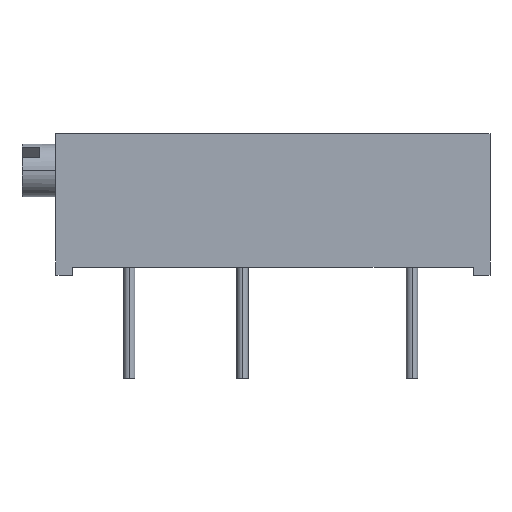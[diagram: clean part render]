
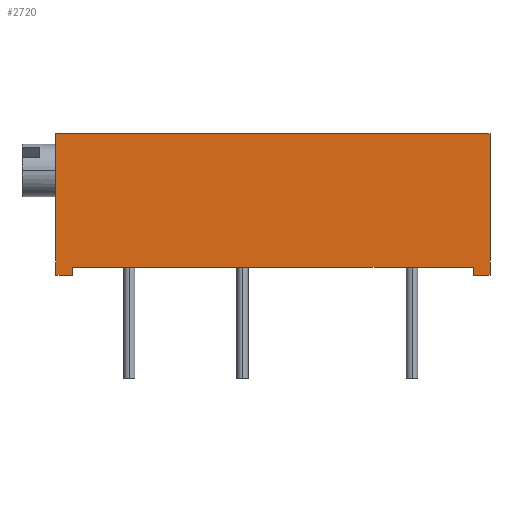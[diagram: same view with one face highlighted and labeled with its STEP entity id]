
A CAD part, left-side view. The second image highlights one B-rep face of the part: STEP entity #2720.
In plain terms, the highlighted planar face has unit normal (-1, 0, 0).
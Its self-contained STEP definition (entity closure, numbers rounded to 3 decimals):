
#17 = CARTESIAN_POINT ( 'NONE',  ( -2.415, -9.75, 6.35 ) ) ;
#47 = EDGE_CURVE ( 'NONE', #11140, #7275, #3269, .T. ) ;
#670 = CARTESIAN_POINT ( 'NONE',  ( -2.415, -9.75, 0. ) ) ;
#739 = LINE ( 'NONE', #10969, #9209 ) ;
#906 = ORIENTED_EDGE ( 'NONE', *, *, #6870, .F. ) ;
#930 = ORIENTED_EDGE ( 'NONE', *, *, #8155, .T. ) ;
#936 = EDGE_CURVE ( 'NONE', #2542, #1081, #4489, .T. ) ;
#1081 = VERTEX_POINT ( 'NONE', #4881 ) ;
#1148 = DIRECTION ( 'NONE',  ( 0., 0., -1. ) ) ;
#1206 = EDGE_CURVE ( 'NONE', #5095, #11140, #2327, .T. ) ;
#1365 = VERTEX_POINT ( 'NONE', #10422 ) ;
#1403 = EDGE_CURVE ( 'NONE', #1365, #4791, #11583, .T. ) ;
#2078 = DIRECTION ( 'NONE',  ( 0., 0., -1. ) ) ;
#2079 = DIRECTION ( 'NONE',  ( 0., 0., -1. ) ) ;
#2154 = VECTOR ( 'NONE', #8959, 1000. ) ;
#2238 = DIRECTION ( 'NONE',  ( 0., -1., 0. ) ) ;
#2327 = LINE ( 'NONE', #6556, #4275 ) ;
#2542 = VERTEX_POINT ( 'NONE', #9482 ) ;
#2720 = ADVANCED_FACE ( 'NONE', ( #11161 ), #3895, .F. ) ;
#3132 = LINE ( 'NONE', #11501, #4156 ) ;
#3269 = LINE ( 'NONE', #6832, #6259 ) ;
#3583 = CARTESIAN_POINT ( 'NONE',  ( -2.415, -9.75, 6.35 ) ) ;
#3713 = DIRECTION ( 'NONE',  ( 1., 0., 0. ) ) ;
#3714 = LINE ( 'NONE', #9405, #7734 ) ;
#3829 = ORIENTED_EDGE ( 'NONE', *, *, #9547, .T. ) ;
#3895 = PLANE ( 'NONE',  #7943 ) ;
#3985 = VERTEX_POINT ( 'NONE', #8749 ) ;
#4100 = CARTESIAN_POINT ( 'NONE',  ( -2.415, 8.99, 6.35 ) ) ;
#4156 = VECTOR ( 'NONE', #1148, 1000. ) ;
#4166 = LINE ( 'NONE', #4100, #9202 ) ;
#4275 = VECTOR ( 'NONE', #10246, 1000. ) ;
#4370 = EDGE_CURVE ( 'NONE', #5095, #3985, #739, .T. ) ;
#4419 = DIRECTION ( 'NONE',  ( 0., 1., 0. ) ) ;
#4489 = LINE ( 'NONE', #3583, #8933 ) ;
#4612 = CARTESIAN_POINT ( 'NONE',  ( -2.415, -8.99, 0. ) ) ;
#4791 = VERTEX_POINT ( 'NONE', #7304 ) ;
#4881 = CARTESIAN_POINT ( 'NONE',  ( -2.415, -9.75, 6.35 ) ) ;
#5095 = VERTEX_POINT ( 'NONE', #9360 ) ;
#6259 = VECTOR ( 'NONE', #2238, 1000. ) ;
#6556 = CARTESIAN_POINT ( 'NONE',  ( -2.415, -8.99, 6.35 ) ) ;
#6832 = CARTESIAN_POINT ( 'NONE',  ( -2.415, -9.75, 0. ) ) ;
#6870 = EDGE_CURVE ( 'NONE', #1081, #7275, #3714, .T. ) ;
#7275 = VERTEX_POINT ( 'NONE', #10819 ) ;
#7304 = CARTESIAN_POINT ( 'NONE',  ( -2.415, 8.99, 0. ) ) ;
#7350 = DIRECTION ( 'NONE',  ( 0., -1., 0. ) ) ;
#7399 = EDGE_LOOP ( 'NONE', ( #9932, #3829, #9382, #10012, #8472, #906, #10034, #930 ) ) ;
#7734 = VECTOR ( 'NONE', #2079, 1000. ) ;
#7943 = AXIS2_PLACEMENT_3D ( 'NONE', #17, #3713, #2078 ) ;
#8155 = EDGE_CURVE ( 'NONE', #2542, #1365, #3132, .T. ) ;
#8472 = ORIENTED_EDGE ( 'NONE', *, *, #47, .T. ) ;
#8749 = CARTESIAN_POINT ( 'NONE',  ( -2.415, 8.99, 0.36 ) ) ;
#8933 = VECTOR ( 'NONE', #7350, 1000. ) ;
#8959 = DIRECTION ( 'NONE',  ( 0., -1., 0. ) ) ;
#9202 = VECTOR ( 'NONE', #9670, 1000. ) ;
#9209 = VECTOR ( 'NONE', #4419, 1000. ) ;
#9360 = CARTESIAN_POINT ( 'NONE',  ( -2.415, -8.99, 0.36 ) ) ;
#9382 = ORIENTED_EDGE ( 'NONE', *, *, #4370, .F. ) ;
#9405 = CARTESIAN_POINT ( 'NONE',  ( -2.415, -9.75, 6.35 ) ) ;
#9482 = CARTESIAN_POINT ( 'NONE',  ( -2.415, 9.75, 6.35 ) ) ;
#9547 = EDGE_CURVE ( 'NONE', #4791, #3985, #4166, .T. ) ;
#9670 = DIRECTION ( 'NONE',  ( 0., 0., 1. ) ) ;
#9932 = ORIENTED_EDGE ( 'NONE', *, *, #1403, .T. ) ;
#10012 = ORIENTED_EDGE ( 'NONE', *, *, #1206, .T. ) ;
#10034 = ORIENTED_EDGE ( 'NONE', *, *, #936, .F. ) ;
#10246 = DIRECTION ( 'NONE',  ( 0., 0., -1. ) ) ;
#10422 = CARTESIAN_POINT ( 'NONE',  ( -2.415, 9.75, 0. ) ) ;
#10819 = CARTESIAN_POINT ( 'NONE',  ( -2.415, -9.75, 0. ) ) ;
#10969 = CARTESIAN_POINT ( 'NONE',  ( -2.415, -9.75, 0.36 ) ) ;
#11140 = VERTEX_POINT ( 'NONE', #4612 ) ;
#11161 = FACE_OUTER_BOUND ( 'NONE', #7399, .T. ) ;
#11501 = CARTESIAN_POINT ( 'NONE',  ( -2.415, 9.75, 6.35 ) ) ;
#11583 = LINE ( 'NONE', #670, #2154 ) ;
